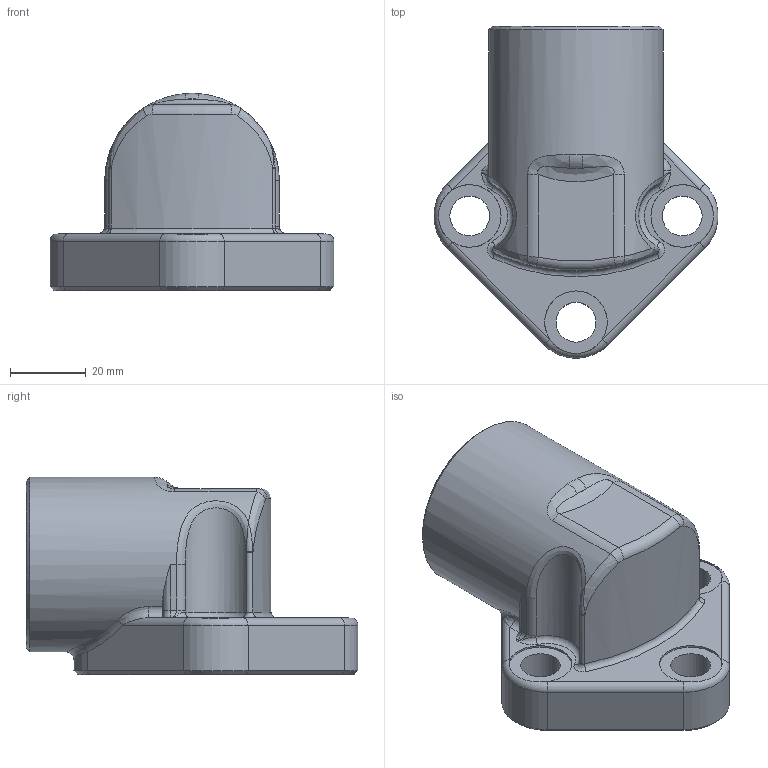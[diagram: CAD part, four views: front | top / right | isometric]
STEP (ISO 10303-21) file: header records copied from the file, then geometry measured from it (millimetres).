
FILE_DESCRIPTION(/* description */ ('Unknown'),/* implementation_level */ '2;1');
FILE_NAME(/* name */ 'AF.02200-001',/* time_stamp */ '2023-07-24T10:19:56+02:00',/* author */ ('Unknown'),/* organization */ ('Unknown'),/* preprocessor_version */ 'ST-DEVELOPER v18.102',/* originating_system */ 'Solid Edge',/* authorisation */ 'Unknown');
FILE_SCHEMA (('AUTOMOTIVE_DESIGN {1 0 10303 214 3 1 1}'));
Length unit declared in the file: millimetre
Products named in the file (2): 892_RPA3-100B-SZ; RPA3-100B-SZ
Assembly tree (1 placements, depth 2):
  892_RPA3-100B-SZ
    RPA3-100B-SZ
Bounding box: 74.85 x 87.42 x 52 mm (x, y, z)
Volume: 95739.9 mm3; surface area: 24496.4 mm2
Topology: 1 solids, 1 shells, 105 faces, 251 edges, 145 vertices
Faces by surface type: cylinder 36, bspline 21, plane 20, torus 16, cone 11, sphere 1
Full cylindrical faces by diameter (mm): 10.5 x3, 16.5 x3, 24 x2, 28 x1, 30.75 x1, 37 x1, 46 x1
Entity records: 4811 total; most frequent: CARTESIAN_POINT 2621, ORIENTED_EDGE 436, DIRECTION 431, EDGE_CURVE 218, AXIS2_PLACEMENT_3D 187, VERTEX_POINT 136, EDGE_LOOP 134, FACE_BOUND 134
